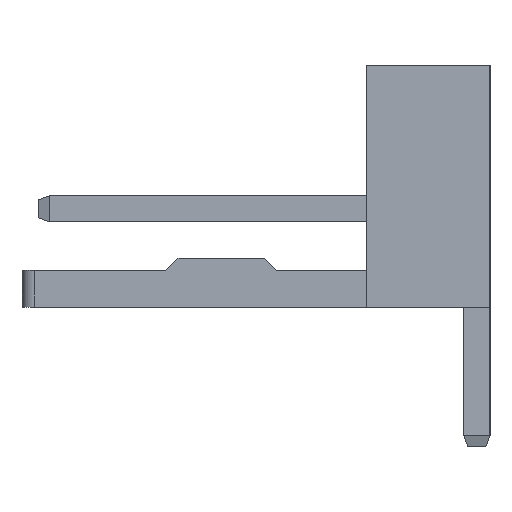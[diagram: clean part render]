
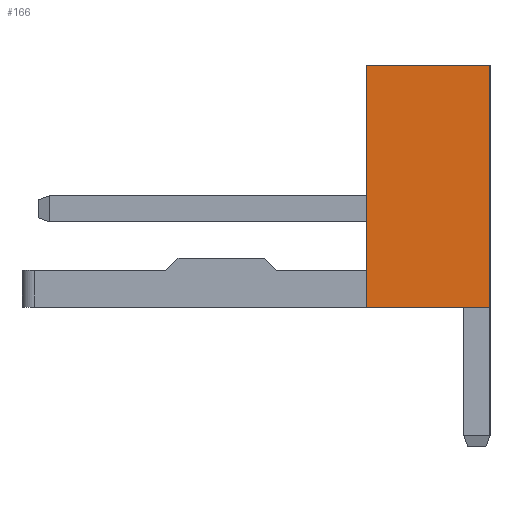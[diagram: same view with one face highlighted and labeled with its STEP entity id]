
A CAD part, left-side view. The second image highlights one B-rep face of the part: STEP entity #166.
In plain terms, the highlighted planar face has unit normal (-1, 0, 0).
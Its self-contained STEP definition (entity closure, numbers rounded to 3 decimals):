
#166=ADVANCED_FACE('',(#4774),#4776,.T.);
#4774=FACE_BOUND('',#4775,.T.);
#4775=EDGE_LOOP('',(#8520,#8521,#8522,#8523));
#4776=PLANE('',#4777);
#4777=AXIS2_PLACEMENT_3D('',#4778,#4779,#4780);
#4778=CARTESIAN_POINT('',(-1.27,-0.32,0.));
#4779=DIRECTION('',(-1.,0.,0.));
#4780=DIRECTION('',(0.,0.,1.));
#8520=ORIENTED_EDGE('',*,*,#11013,.T.);
#8521=ORIENTED_EDGE('',*,*,#11014,.T.);
#8522=ORIENTED_EDGE('',*,*,#10898,.F.);
#8523=ORIENTED_EDGE('',*,*,#10893,.F.);
#10893=EDGE_CURVE('',#12233,#12235,#12236,.T.);
#10898=EDGE_CURVE('',#12235,#12244,#12245,.T.);
#11013=EDGE_CURVE('',#12233,#12461,#12463,.T.);
#11014=EDGE_CURVE('',#12461,#12244,#12464,.T.);
#12233=VERTEX_POINT('',#14445);
#12235=VERTEX_POINT('',#14449);
#12236=LINE('',#14450,#14451);
#12244=VERTEX_POINT('',#14468);
#12245=LINE('',#14469,#14470);
#12461=VERTEX_POINT('',#14913);
#12463=LINE('',#14917,#14918);
#12464=LINE('',#14920,#14921);
#14445=CARTESIAN_POINT('',(-1.27,-0.32,0.));
#14449=CARTESIAN_POINT('',(-1.27,2.68,0.));
#14450=CARTESIAN_POINT('',(-1.27,-0.32,0.));
#14451=VECTOR('',#14452,1.);
#14452=DIRECTION('',(0.,1.,0.));
#14468=CARTESIAN_POINT('',(-1.27,2.68,5.9));
#14469=CARTESIAN_POINT('',(-1.27,2.68,0.));
#14470=VECTOR('',#14471,1.);
#14471=DIRECTION('',(0.,0.,1.));
#14913=CARTESIAN_POINT('',(-1.27,-0.32,5.9));
#14917=CARTESIAN_POINT('',(-1.27,-0.32,0.));
#14918=VECTOR('',#14919,1.);
#14919=DIRECTION('',(0.,0.,1.));
#14920=CARTESIAN_POINT('',(-1.27,-0.32,5.9));
#14921=VECTOR('',#14922,1.);
#14922=DIRECTION('',(0.,1.,0.));
